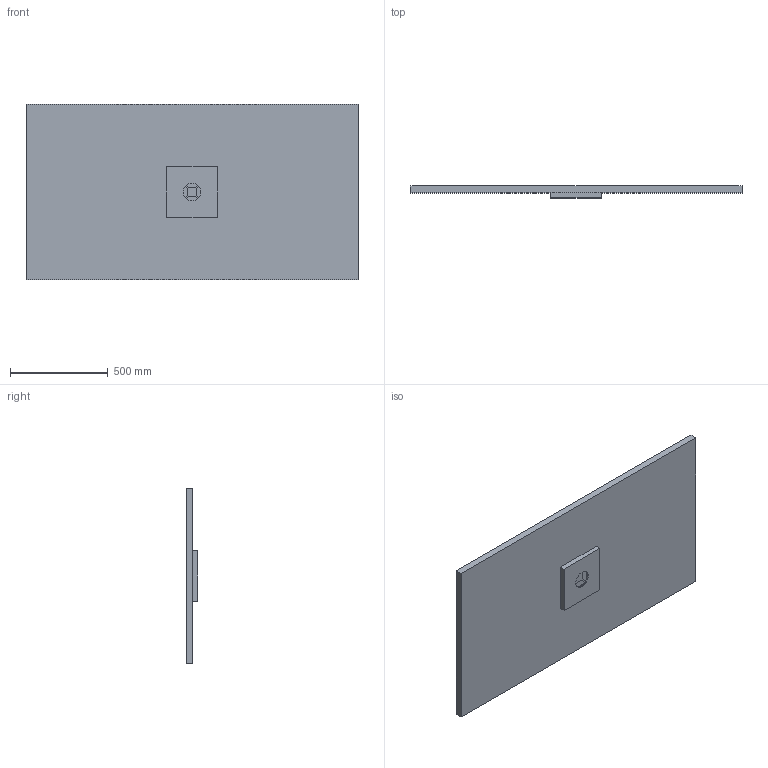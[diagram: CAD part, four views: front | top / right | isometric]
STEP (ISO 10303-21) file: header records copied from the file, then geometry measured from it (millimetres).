
FILE_DESCRIPTION (( 'STEP AP214' ), '1' );
FILE_NAME ('D885-18.STEP', '2018-04-23T10:27:22', ( 'User' ), ( '' ), 'SwSTEP 2.0', 'SolidWorks 2017', '' );
FILE_SCHEMA (( 'AUTOMOTIVE_DESIGN' ));
Length unit declared in the file: millimetre
Products named in the file (2): D885-18
Bounding box: 1700 x 61 x 900 mm (x, y, z)
Volume: 46646155 mm3; surface area: 3413857.9 mm2
Topology: 3 solids, 3 shells, 81 faces, 220 edges, 146 vertices
Faces by surface type: plane 47, cylinder 24, bspline 8, cone 2
Entity records: 3275 total; most frequent: CARTESIAN_POINT 1205, ORIENTED_EDGE 440, DIRECTION 376, EDGE_CURVE 220, VERTEX_POINT 146, VECTOR 142, LINE 142, AXIS2_PLACEMENT_3D 117
